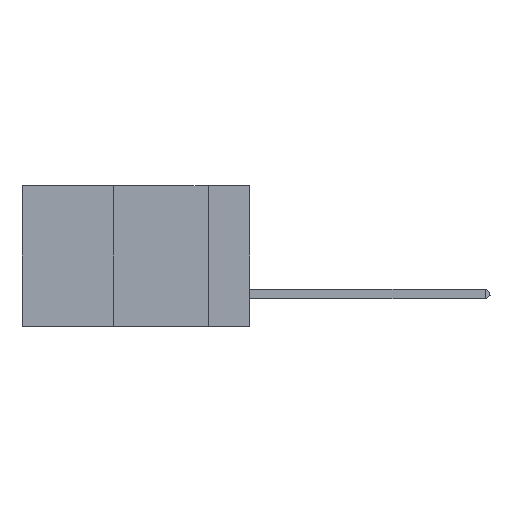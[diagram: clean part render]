
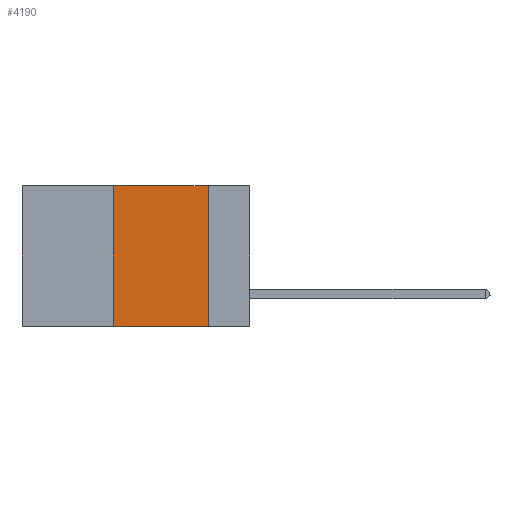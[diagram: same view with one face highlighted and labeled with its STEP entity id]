
A CAD part, left-side view. The second image highlights one B-rep face of the part: STEP entity #4190.
In plain terms, the highlighted planar face has unit normal (-1, 0, 0).
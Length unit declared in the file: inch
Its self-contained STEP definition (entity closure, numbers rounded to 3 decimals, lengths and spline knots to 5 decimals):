
#94 = CARTESIAN_POINT ( 'NONE',  ( 0., 0.11, 0. ) ) ;
#170 = VERTEX_POINT ( 'NONE', #4275 ) ;
#281 = CARTESIAN_POINT ( 'NONE',  ( 0., 0.6, -0.37 ) ) ;
#365 = VERTEX_POINT ( 'NONE', #8225 ) ;
#585 = CARTESIAN_POINT ( 'NONE',  ( 0., 0.36, -0.37 ) ) ;
#840 = PLANE ( 'NONE',  #2807 ) ;
#1147 = DIRECTION ( 'NONE',  ( 0., -1., 0. ) ) ;
#1449 = VECTOR ( 'NONE', #1147, 39.37008 ) ;
#1749 = VECTOR ( 'NONE', #8613, 39.37008 ) ;
#1863 = LINE ( 'NONE', #8580, #1749 ) ;
#2307 = DIRECTION ( 'NONE',  ( 0., 0., -1. ) ) ;
#2480 = VERTEX_POINT ( 'NONE', #4726 ) ;
#2501 = LINE ( 'NONE', #3538, #5929 ) ;
#2807 = AXIS2_PLACEMENT_3D ( 'NONE', #8814, #7415, #2307 ) ;
#2869 = DIRECTION ( 'NONE',  ( 0., 0., 1. ) ) ;
#3009 = EDGE_CURVE ( 'NONE', #8553, #365, #3860, .T. ) ;
#3491 = ORIENTED_EDGE ( 'NONE', *, *, #3009, .T. ) ;
#3495 = EDGE_CURVE ( 'NONE', #8553, #2480, #2501, .T. ) ;
#3538 = CARTESIAN_POINT ( 'NONE',  ( 0., 0.36, 0. ) ) ;
#3771 = ORIENTED_EDGE ( 'NONE', *, *, #3495, .F. ) ;
#3860 = LINE ( 'NONE', #281, #1449 ) ;
#4190 = ADVANCED_FACE ( 'NONE', ( #4987 ), #840, .F. ) ;
#4275 = CARTESIAN_POINT ( 'NONE',  ( 0., 0.11, 0. ) ) ;
#4726 = CARTESIAN_POINT ( 'NONE',  ( 0., 0.36, 0. ) ) ;
#4729 = EDGE_CURVE ( 'NONE', #170, #365, #7055, .T. ) ;
#4987 = FACE_OUTER_BOUND ( 'NONE', #8885, .T. ) ;
#5130 = EDGE_CURVE ( 'NONE', #2480, #170, #1863, .T. ) ;
#5929 = VECTOR ( 'NONE', #2869, 39.37008 ) ;
#5990 = DIRECTION ( 'NONE',  ( 0., 0., -1. ) ) ;
#7055 = LINE ( 'NONE', #94, #8649 ) ;
#7415 = DIRECTION ( 'NONE',  ( 1., 0., 0. ) ) ;
#7958 = ORIENTED_EDGE ( 'NONE', *, *, #5130, .F. ) ;
#8225 = CARTESIAN_POINT ( 'NONE',  ( 0., 0.11, -0.37 ) ) ;
#8553 = VERTEX_POINT ( 'NONE', #585 ) ;
#8580 = CARTESIAN_POINT ( 'NONE',  ( 0., 0.6, 0. ) ) ;
#8613 = DIRECTION ( 'NONE',  ( 0., -1., 0. ) ) ;
#8649 = VECTOR ( 'NONE', #5990, 39.37008 ) ;
#8764 = ORIENTED_EDGE ( 'NONE', *, *, #4729, .F. ) ;
#8814 = CARTESIAN_POINT ( 'NONE',  ( 0., 0.6, 0. ) ) ;
#8885 = EDGE_LOOP ( 'NONE', ( #8764, #7958, #3771, #3491 ) ) ;
